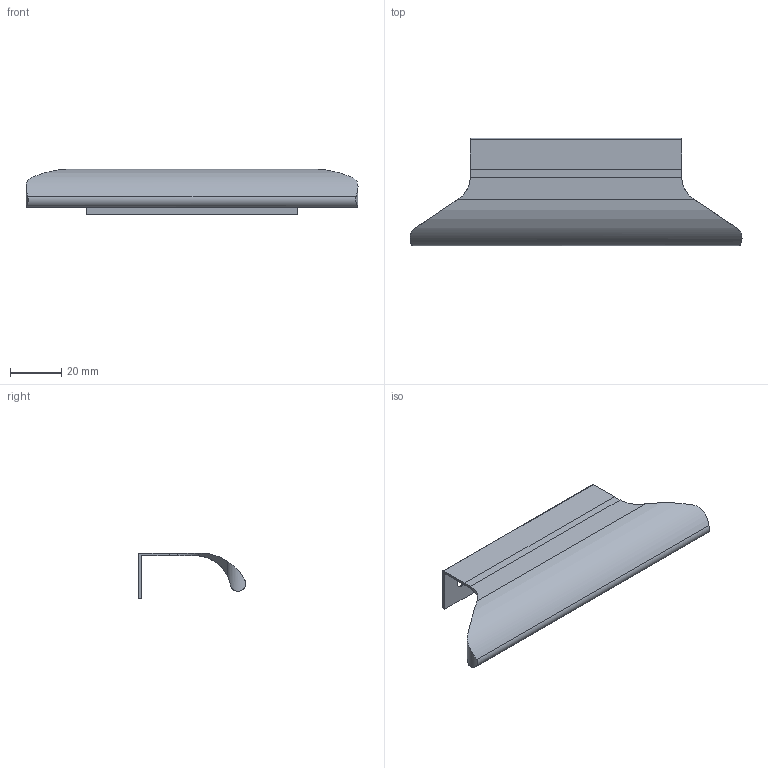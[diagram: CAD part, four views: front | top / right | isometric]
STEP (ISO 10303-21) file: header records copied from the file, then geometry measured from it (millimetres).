
FILE_DESCRIPTION(/* description */ (''),/* implementation_level */ '2;1');
FILE_NAME(/* name */ '0369_64_00.stp',/* time_stamp */ '2023-01-02T13:38:47+01:00',/* author */ ('jferrer'),/* organization */ (''),/* preprocessor_version */ 'ST-DEVELOPER v18.1',/* originating_system */ 'Autodesk Inventor 2022',/* authorisation */ '');
FILE_SCHEMA (('CONFIG_CONTROL_DESIGN'));
Length unit declared in the file: millimetre
Products named in the file (1): 0369_64_00
Bounding box: 130 x 42 x 18 mm (x, y, z)
Volume: 13491.4 mm3; surface area: 13094.1 mm2
Topology: 1 solids, 1 shells, 27 faces, 67 edges, 42 vertices
Faces by surface type: plane 15, cylinder 10, cone 2
Full cylindrical faces by diameter (mm): 5.2 x2
Entity records: 976 total; most frequent: CARTESIAN_POINT 285, ORIENTED_EDGE 134, DIRECTION 133, EDGE_CURVE 67, AXIS2_PLACEMENT_3D 46, VERTEX_POINT 42, LINE 41, VECTOR 41
